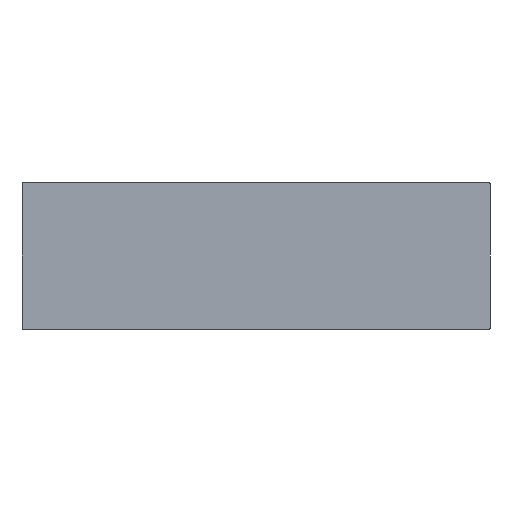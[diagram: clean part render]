
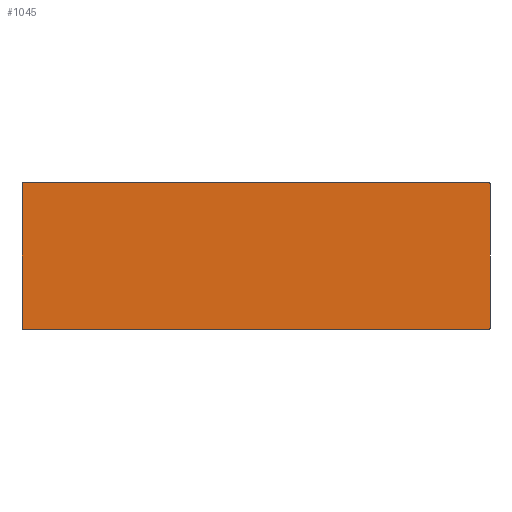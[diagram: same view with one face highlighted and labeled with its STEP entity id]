
A CAD part, front view. The second image highlights one B-rep face of the part: STEP entity #1045.
In plain terms, the highlighted planar face has unit normal (0, -1, 0).
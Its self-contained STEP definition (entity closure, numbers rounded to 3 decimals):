
#2=CARTESIAN_POINT('',(1595.,0.,-495.));
#3=DIRECTION('',(0.,-1.,0.));
#4=DIRECTION('',(0.,0.,-1.));
#5=AXIS2_PLACEMENT_3D('',#2,#3,#4);
#7=DIRECTION('',(-1.,0.,0.));
#8=VECTOR('',#7,3190.);
#9=CARTESIAN_POINT('',(1595.,0.,-500.));
#10=LINE('',#9,#8);
#11=CARTESIAN_POINT('',(-1595.,0.,-495.));
#12=DIRECTION('',(0.,-1.,0.));
#13=DIRECTION('',(-1.,0.,0.));
#14=AXIS2_PLACEMENT_3D('',#11,#12,#13);
#16=DIRECTION('',(0.,0.,1.));
#17=VECTOR('',#16,990.);
#18=CARTESIAN_POINT('',(-1600.,0.,-495.));
#19=LINE('',#18,#17);
#20=CARTESIAN_POINT('',(-1595.,0.,495.));
#21=DIRECTION('',(0.,-1.,0.));
#22=DIRECTION('',(0.,0.,1.));
#23=AXIS2_PLACEMENT_3D('',#20,#21,#22);
#25=DIRECTION('',(1.,0.,0.));
#26=VECTOR('',#25,3190.);
#27=CARTESIAN_POINT('',(-1595.,0.,500.));
#28=LINE('',#27,#26);
#29=CARTESIAN_POINT('',(1595.,0.,495.));
#30=DIRECTION('',(0.,-1.,0.));
#31=DIRECTION('',(1.,0.,0.));
#32=AXIS2_PLACEMENT_3D('',#29,#30,#31);
#34=DIRECTION('',(0.,0.,-1.));
#35=VECTOR('',#34,990.);
#36=CARTESIAN_POINT('',(1600.,0.,495.));
#37=LINE('',#36,#35);
#990=CARTESIAN_POINT('',(1595.,0.,-500.));
#991=CARTESIAN_POINT('',(1600.,0.,-495.));
#992=VERTEX_POINT('',#990);
#993=VERTEX_POINT('',#991);
#998=CARTESIAN_POINT('',(1600.,0.,495.));
#999=CARTESIAN_POINT('',(1595.,0.,500.));
#1000=VERTEX_POINT('',#998);
#1001=VERTEX_POINT('',#999);
#1006=CARTESIAN_POINT('',(-1600.,0.,-495.));
#1007=CARTESIAN_POINT('',(-1595.,0.,-500.));
#1008=VERTEX_POINT('',#1006);
#1009=VERTEX_POINT('',#1007);
#1014=CARTESIAN_POINT('',(-1595.,0.,500.));
#1015=CARTESIAN_POINT('',(-1600.,0.,495.));
#1016=VERTEX_POINT('',#1014);
#1017=VERTEX_POINT('',#1015);
#1022=CARTESIAN_POINT('',(0.,0.,0.));
#1023=DIRECTION('',(0.,1.,0.));
#1024=DIRECTION('',(1.,0.,0.));
#1025=AXIS2_PLACEMENT_3D('',#1022,#1023,#1024);
#1026=PLANE('',#1025);
#1028=ORIENTED_EDGE('',*,*,#1027,.F.);
#1030=ORIENTED_EDGE('',*,*,#1029,.T.);
#1032=ORIENTED_EDGE('',*,*,#1031,.F.);
#1034=ORIENTED_EDGE('',*,*,#1033,.T.);
#1036=ORIENTED_EDGE('',*,*,#1035,.F.);
#1038=ORIENTED_EDGE('',*,*,#1037,.T.);
#1040=ORIENTED_EDGE('',*,*,#1039,.F.);
#1042=ORIENTED_EDGE('',*,*,#1041,.T.);
#1043=EDGE_LOOP('',(#1028,#1030,#1032,#1034,#1036,#1038,#1040,#1042));
#1044=FACE_OUTER_BOUND('',#1043,.F.);
#1045=ADVANCED_FACE('',(#1044),#1026,.F.);
#6=CIRCLE('',#5,5.);
#15=CIRCLE('',#14,5.);
#24=CIRCLE('',#23,5.);
#33=CIRCLE('',#32,5.);
#1027=EDGE_CURVE('',#992,#993,#6,.T.);
#1029=EDGE_CURVE('',#992,#1009,#10,.T.);
#1031=EDGE_CURVE('',#1008,#1009,#15,.T.);
#1033=EDGE_CURVE('',#1008,#1017,#19,.T.);
#1035=EDGE_CURVE('',#1016,#1017,#24,.T.);
#1037=EDGE_CURVE('',#1016,#1001,#28,.T.);
#1039=EDGE_CURVE('',#1000,#1001,#33,.T.);
#1041=EDGE_CURVE('',#1000,#993,#37,.T.);
